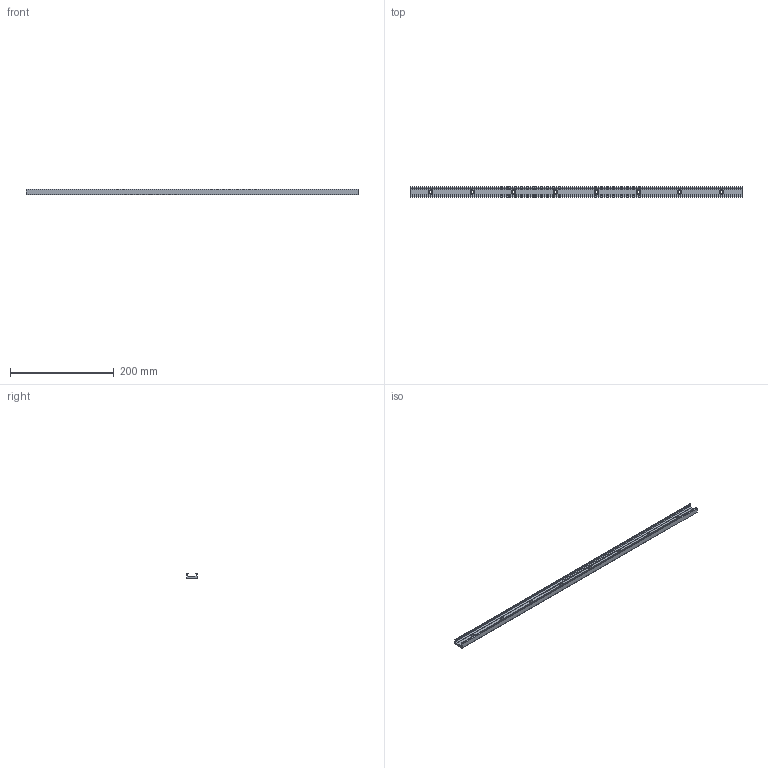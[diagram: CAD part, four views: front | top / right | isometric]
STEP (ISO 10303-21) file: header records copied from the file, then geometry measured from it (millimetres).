
FILE_DESCRIPTION (( 'STEP AP203' ), '1' );
FILE_NAME ('LUV-0-640.step', '2024-05-13T17:25:48', ( '' ), ( '' ), 'SwSTEP 2.0', 'SolidWorks 2023', '' );
FILE_SCHEMA (( 'CONFIG_CONTROL_DESIGN' ));
Length unit declared in the file: millimetre
Products named in the file (1): LUV-0-640
Bounding box: 640 x 19.99 x 11 mm (x, y, z)
Volume: 70636.4 mm3; surface area: 48541.2 mm2
Topology: 1 solids, 1 shells, 66 faces, 168 edges, 112 vertices
Faces by surface type: cylinder 45, plane 21
Entity records: 2151 total; most frequent: DIRECTION 392, CARTESIAN_POINT 347, ORIENTED_EDGE 336, EDGE_CURVE 168, AXIS2_PLACEMENT_3D 157, VERTEX_POINT 112, EDGE_LOOP 90, CIRCLE 90
